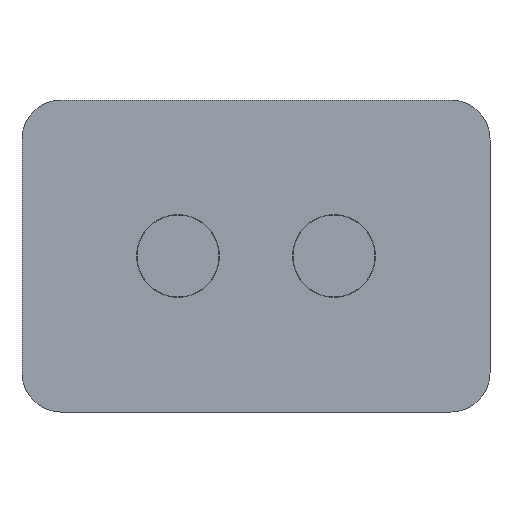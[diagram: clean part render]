
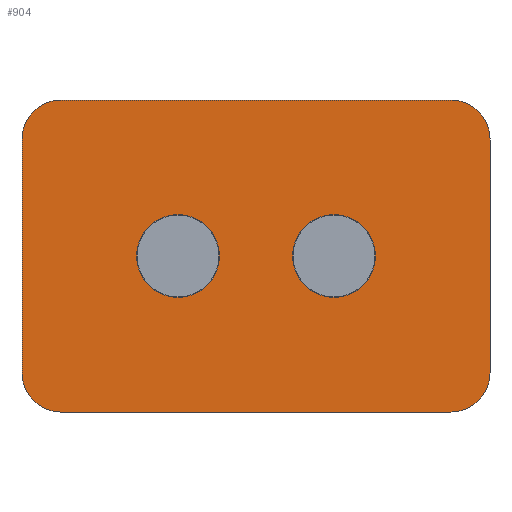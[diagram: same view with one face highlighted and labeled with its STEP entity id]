
A CAD part, left-side view. The second image highlights one B-rep face of the part: STEP entity #904.
In plain terms, the highlighted planar face has unit normal (-1, 0, 0).
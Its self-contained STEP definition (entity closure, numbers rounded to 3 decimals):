
#199=CARTESIAN_POINT('',(0.,-100.,60.));
#200=DIRECTION('',(-1.,0.,0.));
#201=DIRECTION('',(0.,-1.,0.));
#202=AXIS2_PLACEMENT_3D('',#199,#200,#201);
#204=DIRECTION('',(0.,0.,-1.));
#205=VECTOR('',#204,120.);
#206=CARTESIAN_POINT('',(0.,-120.,60.));
#207=LINE('',#206,#205);
#208=CARTESIAN_POINT('',(0.,-100.,-60.));
#209=DIRECTION('',(-1.,0.,0.));
#210=DIRECTION('',(0.,0.,-1.));
#211=AXIS2_PLACEMENT_3D('',#208,#209,#210);
#213=DIRECTION('',(0.,1.,0.));
#214=VECTOR('',#213,200.);
#215=CARTESIAN_POINT('',(0.,-100.,-80.));
#216=LINE('',#215,#214);
#217=CARTESIAN_POINT('',(0.,100.,-60.));
#218=DIRECTION('',(-1.,0.,0.));
#219=DIRECTION('',(0.,1.,0.));
#220=AXIS2_PLACEMENT_3D('',#217,#218,#219);
#222=DIRECTION('',(0.,0.,1.));
#223=VECTOR('',#222,120.);
#224=CARTESIAN_POINT('',(0.,120.,-60.));
#225=LINE('',#224,#223);
#226=CARTESIAN_POINT('',(0.,100.,60.));
#227=DIRECTION('',(-1.,0.,0.));
#228=DIRECTION('',(0.,0.,1.));
#229=AXIS2_PLACEMENT_3D('',#226,#227,#228);
#231=DIRECTION('',(0.,-1.,0.));
#232=VECTOR('',#231,200.);
#233=CARTESIAN_POINT('',(0.,100.,80.));
#234=LINE('',#233,#232);
#235=CARTESIAN_POINT('',(0.,40.,0.));
#236=DIRECTION('',(1.,0.,0.));
#237=DIRECTION('',(0.,0.,-1.));
#238=AXIS2_PLACEMENT_3D('',#235,#236,#237);
#240=CARTESIAN_POINT('',(0.,40.,0.));
#241=DIRECTION('',(1.,0.,0.));
#242=DIRECTION('',(0.,0.,1.));
#243=AXIS2_PLACEMENT_3D('',#240,#241,#242);
#245=CARTESIAN_POINT('',(0.,-40.,0.));
#246=DIRECTION('',(1.,0.,0.));
#247=DIRECTION('',(0.,0.,-1.));
#248=AXIS2_PLACEMENT_3D('',#245,#246,#247);
#250=CARTESIAN_POINT('',(0.,-40.,0.));
#251=DIRECTION('',(1.,0.,0.));
#252=DIRECTION('',(0.,0.,1.));
#253=AXIS2_PLACEMENT_3D('',#250,#251,#252);
#493=CARTESIAN_POINT('',(0.,120.,-60.));
#494=CARTESIAN_POINT('',(0.,100.,-80.));
#495=VERTEX_POINT('',#493);
#496=VERTEX_POINT('',#494);
#497=CARTESIAN_POINT('',(0.,100.,80.));
#498=CARTESIAN_POINT('',(0.,120.,60.));
#499=VERTEX_POINT('',#497);
#500=VERTEX_POINT('',#498);
#501=CARTESIAN_POINT('',(0.,-120.,60.));
#502=CARTESIAN_POINT('',(0.,-100.,80.));
#503=VERTEX_POINT('',#501);
#504=VERTEX_POINT('',#502);
#505=CARTESIAN_POINT('',(0.,-100.,-80.));
#506=CARTESIAN_POINT('',(0.,-120.,-60.));
#507=VERTEX_POINT('',#505);
#508=VERTEX_POINT('',#506);
#541=CARTESIAN_POINT('',(0.,40.,-21.25));
#542=CARTESIAN_POINT('',(0.,40.,21.25));
#543=VERTEX_POINT('',#541);
#544=VERTEX_POINT('',#542);
#545=CARTESIAN_POINT('',(0.,-40.,-21.25));
#546=CARTESIAN_POINT('',(0.,-40.,21.25));
#547=VERTEX_POINT('',#545);
#548=VERTEX_POINT('',#546);
#870=CARTESIAN_POINT('',(0.,0.,0.));
#871=DIRECTION('',(1.,0.,0.));
#872=DIRECTION('',(0.,0.,-1.));
#873=AXIS2_PLACEMENT_3D('',#870,#871,#872);
#874=PLANE('',#873);
#876=ORIENTED_EDGE('',*,*,#875,.F.);
#878=ORIENTED_EDGE('',*,*,#877,.T.);
#880=ORIENTED_EDGE('',*,*,#879,.F.);
#882=ORIENTED_EDGE('',*,*,#881,.T.);
#884=ORIENTED_EDGE('',*,*,#883,.F.);
#886=ORIENTED_EDGE('',*,*,#885,.T.);
#888=ORIENTED_EDGE('',*,*,#887,.F.);
#890=ORIENTED_EDGE('',*,*,#889,.T.);
#891=EDGE_LOOP('',(#876,#878,#880,#882,#884,#886,#888,#890));
#892=FACE_OUTER_BOUND('',#891,.F.);
#893=ORIENTED_EDGE('',*,*,#860,.F.);
#895=ORIENTED_EDGE('',*,*,#894,.F.);
#896=EDGE_LOOP('',(#893,#895));
#897=FACE_BOUND('',#896,.F.);
#899=ORIENTED_EDGE('',*,*,#898,.F.);
#901=ORIENTED_EDGE('',*,*,#900,.F.);
#902=EDGE_LOOP('',(#899,#901));
#903=FACE_BOUND('',#902,.F.);
#904=ADVANCED_FACE('',(#892,#897,#903),#874,.F.);
#203=CIRCLE('',#202,20.);
#212=CIRCLE('',#211,20.);
#221=CIRCLE('',#220,20.);
#230=CIRCLE('',#229,20.);
#239=CIRCLE('',#238,21.25);
#244=CIRCLE('',#243,21.25);
#249=CIRCLE('',#248,21.25);
#254=CIRCLE('',#253,21.25);
#860=EDGE_CURVE('',#543,#544,#239,.T.);
#875=EDGE_CURVE('',#503,#504,#203,.T.);
#877=EDGE_CURVE('',#503,#508,#207,.T.);
#879=EDGE_CURVE('',#507,#508,#212,.T.);
#881=EDGE_CURVE('',#507,#496,#216,.T.);
#883=EDGE_CURVE('',#495,#496,#221,.T.);
#885=EDGE_CURVE('',#495,#500,#225,.T.);
#887=EDGE_CURVE('',#499,#500,#230,.T.);
#889=EDGE_CURVE('',#499,#504,#234,.T.);
#894=EDGE_CURVE('',#544,#543,#244,.T.);
#898=EDGE_CURVE('',#547,#548,#249,.T.);
#900=EDGE_CURVE('',#548,#547,#254,.T.);
